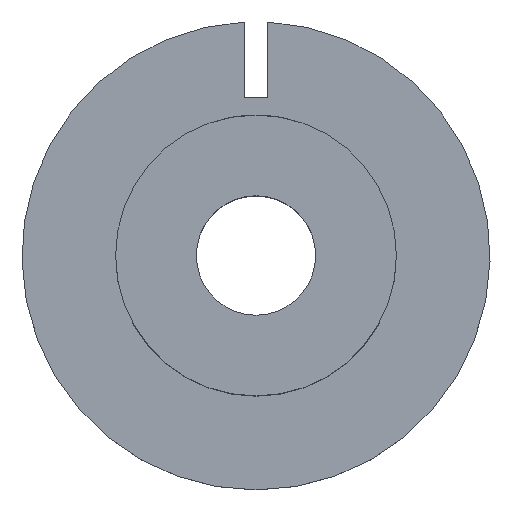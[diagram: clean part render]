
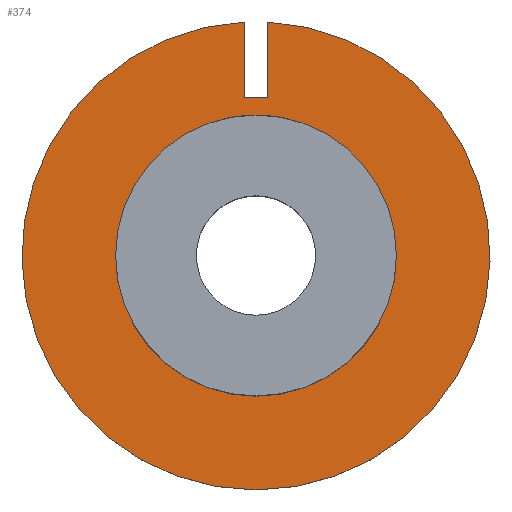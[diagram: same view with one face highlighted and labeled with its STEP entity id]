
A CAD part, top view. The second image highlights one B-rep face of the part: STEP entity #374.
In plain terms, the highlighted planar face has unit normal (0, 0, 1).
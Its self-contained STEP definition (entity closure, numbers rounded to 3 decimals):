
#20=PLANE('',#433);
#34=FACE_BOUND('',#87,.T.);
#58=FACE_OUTER_BOUND('',#86,.T.);
#86=EDGE_LOOP('',(#327,#328,#329,#330));
#87=EDGE_LOOP('',(#331,#332));
#103=LINE('',#785,#121);
#104=LINE('',#787,#122);
#105=LINE('',#788,#123);
#121=VECTOR('',#532,1000.);
#122=VECTOR('',#533,1000.);
#123=VECTOR('',#534,1000.);
#129=CIRCLE('',#394,10.);
#149=CIRCLE('',#421,6.);
#150=CIRCLE('',#422,6.);
#155=VERTEX_POINT('',#550);
#156=VERTEX_POINT('',#551);
#185=VERTEX_POINT('',#763);
#186=VERTEX_POINT('',#765);
#191=VERTEX_POINT('',#784);
#192=VERTEX_POINT('',#786);
#195=EDGE_CURVE('',#155,#156,#129,.T.);
#232=EDGE_CURVE('',#185,#186,#149,.T.);
#233=EDGE_CURVE('',#186,#185,#150,.T.);
#239=EDGE_CURVE('',#191,#155,#103,.T.);
#240=EDGE_CURVE('',#156,#192,#104,.T.);
#241=EDGE_CURVE('',#192,#191,#105,.T.);
#327=ORIENTED_EDGE('',*,*,#239,.T.);
#328=ORIENTED_EDGE('',*,*,#195,.T.);
#329=ORIENTED_EDGE('',*,*,#240,.T.);
#330=ORIENTED_EDGE('',*,*,#241,.T.);
#331=ORIENTED_EDGE('',*,*,#233,.F.);
#332=ORIENTED_EDGE('',*,*,#232,.F.);
#374=ADVANCED_FACE('',(#58,#34),#20,.T.);
#394=AXIS2_PLACEMENT_3D('',#552,#442,#443);
#421=AXIS2_PLACEMENT_3D('',#766,#505,#506);
#422=AXIS2_PLACEMENT_3D('',#767,#507,#508);
#433=AXIS2_PLACEMENT_3D('',#783,#530,#531);
#442=DIRECTION('center_axis',(0.,0.,1.));
#443=DIRECTION('ref_axis',(1.,0.,0.));
#505=DIRECTION('center_axis',(0.,0.,1.));
#506=DIRECTION('ref_axis',(1.,0.,0.));
#507=DIRECTION('center_axis',(0.,0.,1.));
#508=DIRECTION('ref_axis',(1.,0.,0.));
#530=DIRECTION('center_axis',(0.,0.,1.));
#531=DIRECTION('ref_axis',(1.,0.,0.));
#532=DIRECTION('',(0.,1.,0.));
#533=DIRECTION('',(0.,-1.,0.));
#534=DIRECTION('',(-1.,0.,0.));
#550=CARTESIAN_POINT('',(-0.5,9.987,0.75));
#551=CARTESIAN_POINT('',(0.5,9.987,0.75));
#552=CARTESIAN_POINT('Origin',(0.,0.,0.75));
#763=CARTESIAN_POINT('',(-6.,0.,0.75));
#765=CARTESIAN_POINT('',(6.,0.,0.75));
#766=CARTESIAN_POINT('Origin',(0.,0.,0.75));
#767=CARTESIAN_POINT('Origin',(0.,0.,0.75));
#783=CARTESIAN_POINT('Origin',(0.,0.,0.75));
#784=CARTESIAN_POINT('',(-0.5,6.75,0.75));
#785=CARTESIAN_POINT('',(-0.5,9.987,0.75));
#786=CARTESIAN_POINT('',(0.5,6.75,0.75));
#787=CARTESIAN_POINT('',(0.5,9.987,0.75));
#788=CARTESIAN_POINT('',(0.5,6.75,0.75));
